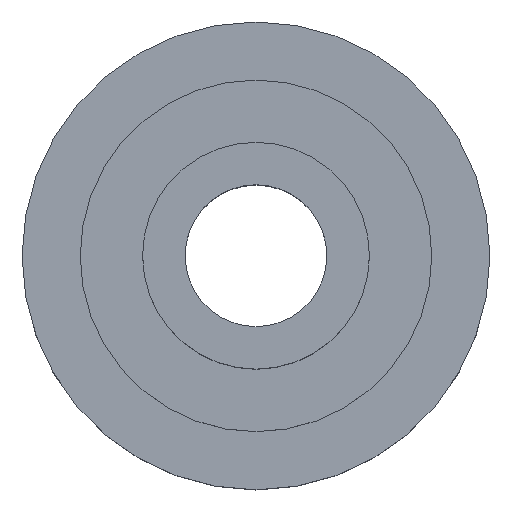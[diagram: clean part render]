
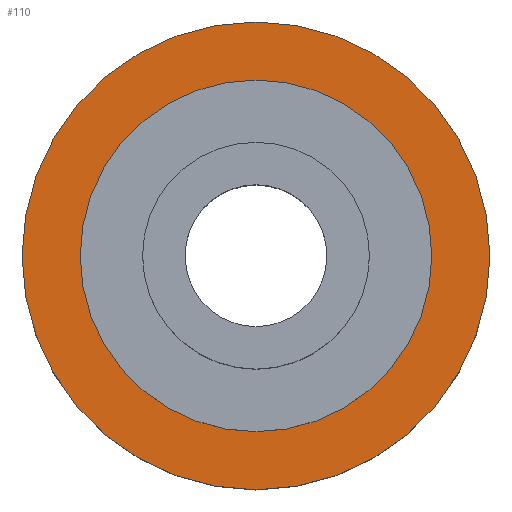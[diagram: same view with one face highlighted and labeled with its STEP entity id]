
A CAD part, top view. The second image highlights one B-rep face of the part: STEP entity #110.
In plain terms, the highlighted planar face has unit normal (0, 0, 1).
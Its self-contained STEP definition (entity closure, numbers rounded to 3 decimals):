
#16=FACE_BOUND('',#36,.T.);
#20=PLANE('',#137);
#26=FACE_OUTER_BOUND('',#35,.T.);
#35=EDGE_LOOP('',(#89));
#36=EDGE_LOOP('',(#90));
#52=CIRCLE('',#131,6.2);
#54=CIRCLE('',#135,8.25);
#60=VERTEX_POINT('',#187);
#62=VERTEX_POINT('',#194);
#69=EDGE_CURVE('',#60,#60,#52,.T.);
#71=EDGE_CURVE('',#62,#62,#54,.T.);
#89=ORIENTED_EDGE('',*,*,#71,.T.);
#90=ORIENTED_EDGE('',*,*,#69,.T.);
#110=ADVANCED_FACE('',(#26,#16),#20,.T.);
#131=AXIS2_PLACEMENT_3D('',#189,#152,#153);
#135=AXIS2_PLACEMENT_3D('',#195,#160,#161);
#137=AXIS2_PLACEMENT_3D('',#199,#165,#166);
#152=DIRECTION('center_axis',(0.,0.,-1.));
#153=DIRECTION('ref_axis',(1.,0.,0.));
#160=DIRECTION('center_axis',(0.,0.,1.));
#161=DIRECTION('ref_axis',(1.,0.,0.));
#165=DIRECTION('center_axis',(0.,0.,1.));
#166=DIRECTION('ref_axis',(1.,0.,0.));
#187=CARTESIAN_POINT('',(-6.2,0.,3.5));
#189=CARTESIAN_POINT('Origin',(0.,0.,3.5));
#194=CARTESIAN_POINT('',(-8.25,0.,3.5));
#195=CARTESIAN_POINT('Origin',(0.,0.,3.5));
#199=CARTESIAN_POINT('Origin',(0.,0.,3.5));
